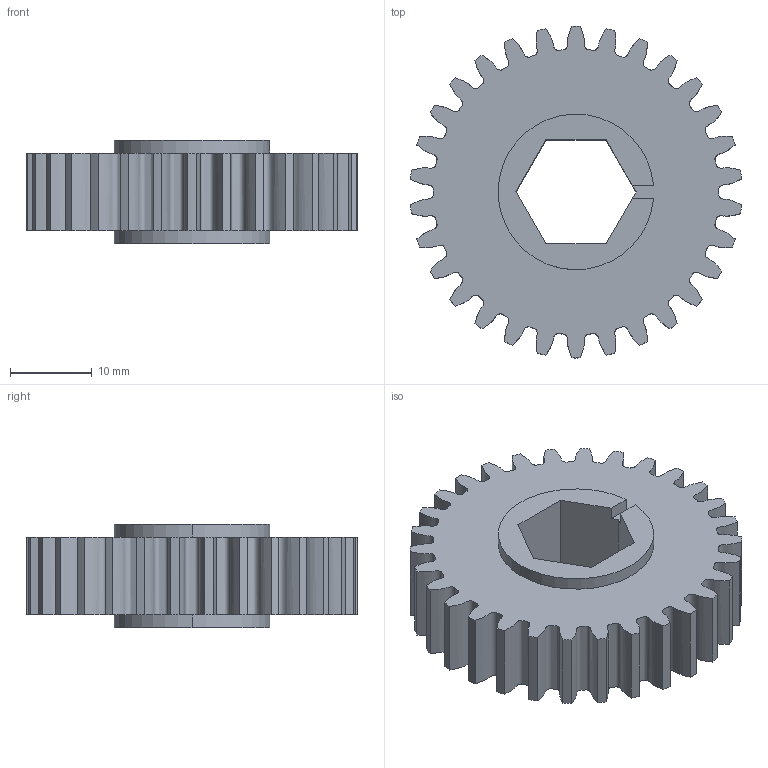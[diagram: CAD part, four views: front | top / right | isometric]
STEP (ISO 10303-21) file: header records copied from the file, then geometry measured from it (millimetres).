
FILE_DESCRIPTION (( 'STEP AP214' ), '1' );
FILE_NAME ('WCP-0706 Rev1.step', '2022-11-24T01:48:15', ( '' ), ( '' ), 'SwSTEP 2.0', 'SolidWorks 2020', '' );
FILE_SCHEMA (( 'AUTOMOTIVE_DESIGN' ));
Length unit declared in the file: inch
Products named in the file (1): WCP-0706 Rev1
Bounding box: 40.52 x 40.64 x 12.65 mm (x, y, z)
Volume: 10189.3 mm3; surface area: 5026.7 mm2
Topology: 1 solids, 1 shells, 76 faces, 219 edges, 146 vertices
Faces by surface type: cylinder 34, bspline 30, plane 12
Entity records: 13415 total; most frequent: CARTESIAN_POINT 11512, ORIENTED_EDGE 438, DIRECTION 321, EDGE_CURVE 219, VERTEX_POINT 146, AXIS2_PLACEMENT_3D 115, VECTOR 91, LINE 91
